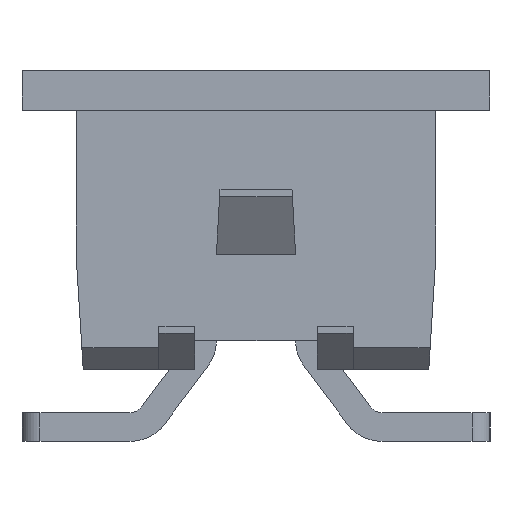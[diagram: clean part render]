
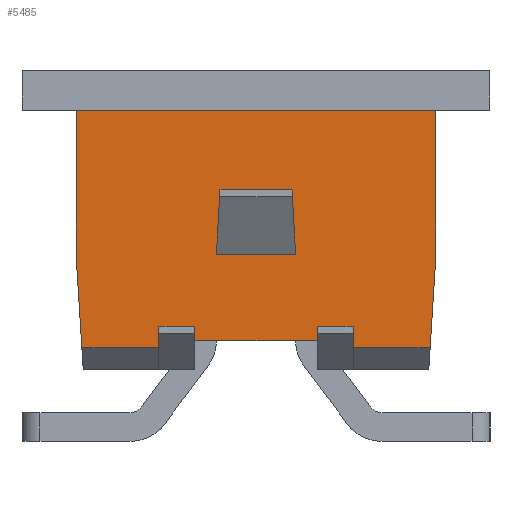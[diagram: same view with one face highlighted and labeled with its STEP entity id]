
A CAD part, left-side view. The second image highlights one B-rep face of the part: STEP entity #5485.
In plain terms, the highlighted planar face has unit normal (-1, 0, 0).
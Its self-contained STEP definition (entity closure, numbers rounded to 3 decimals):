
#383=ORIENTED_EDGE('',*,*,#1927,.T.);
#384=ORIENTED_EDGE('',*,*,#1907,.T.);
#385=ORIENTED_EDGE('',*,*,#1928,.F.);
#386=ORIENTED_EDGE('',*,*,#1915,.F.);
#387=ORIENTED_EDGE('',*,*,#1929,.T.);
#388=ORIENTED_EDGE('',*,*,#1930,.T.);
#389=ORIENTED_EDGE('',*,*,#1931,.F.);
#390=ORIENTED_EDGE('',*,*,#1932,.T.);
#391=ORIENTED_EDGE('',*,*,#1933,.F.);
#392=ORIENTED_EDGE('',*,*,#1934,.F.);
#393=ORIENTED_EDGE('',*,*,#1935,.T.);
#394=ORIENTED_EDGE('',*,*,#1936,.T.);
#395=ORIENTED_EDGE('',*,*,#1937,.F.);
#396=ORIENTED_EDGE('',*,*,#1938,.F.);
#397=ORIENTED_EDGE('',*,*,#1939,.F.);
#398=ORIENTED_EDGE('',*,*,#1940,.T.);
#399=ORIENTED_EDGE('',*,*,#1941,.T.);
#400=ORIENTED_EDGE('',*,*,#1942,.T.);
#1907=EDGE_CURVE('',#2667,#2668,#3219,.T.);
#1915=EDGE_CURVE('',#2673,#2674,#3227,.T.);
#1927=EDGE_CURVE('',#2673,#2667,#3239,.T.);
#1928=EDGE_CURVE('',#2674,#2668,#3240,.T.);
#1929=EDGE_CURVE('',#2683,#2684,#3241,.T.);
#1930=EDGE_CURVE('',#2684,#2685,#3242,.T.);
#1931=EDGE_CURVE('',#2686,#2685,#3243,.T.);
#1932=EDGE_CURVE('',#2686,#2687,#3244,.T.);
#1933=EDGE_CURVE('',#2688,#2687,#3245,.T.);
#1934=EDGE_CURVE('',#2689,#2688,#3246,.T.);
#1935=EDGE_CURVE('',#2689,#2690,#3247,.T.);
#1936=EDGE_CURVE('',#2690,#2691,#3248,.T.);
#1937=EDGE_CURVE('',#2692,#2691,#3249,.T.);
#1938=EDGE_CURVE('',#2693,#2692,#3250,.T.);
#1939=EDGE_CURVE('',#2694,#2693,#3251,.T.);
#1940=EDGE_CURVE('',#2694,#2695,#3252,.T.);
#1941=EDGE_CURVE('',#2695,#2696,#3253,.T.);
#1942=EDGE_CURVE('',#2696,#2683,#3254,.T.);
#2667=VERTEX_POINT('',#7873);
#2668=VERTEX_POINT('',#7874);
#2673=VERTEX_POINT('',#7888);
#2674=VERTEX_POINT('',#7890);
#2683=VERTEX_POINT('',#7917);
#2684=VERTEX_POINT('',#7918);
#2685=VERTEX_POINT('',#7920);
#2686=VERTEX_POINT('',#7922);
#2687=VERTEX_POINT('',#7924);
#2688=VERTEX_POINT('',#7926);
#2689=VERTEX_POINT('',#7928);
#2690=VERTEX_POINT('',#7930);
#2691=VERTEX_POINT('',#7932);
#2692=VERTEX_POINT('',#7934);
#2693=VERTEX_POINT('',#7936);
#2694=VERTEX_POINT('',#7938);
#2695=VERTEX_POINT('',#7940);
#2696=VERTEX_POINT('',#7942);
#3219=LINE('',#7872,#3981);
#3227=LINE('',#7889,#3989);
#3239=LINE('',#7914,#4001);
#3240=LINE('',#7915,#4002);
#3241=LINE('',#7916,#4003);
#3242=LINE('',#7919,#4004);
#3243=LINE('',#7921,#4005);
#3244=LINE('',#7923,#4006);
#3245=LINE('',#7925,#4007);
#3246=LINE('',#7927,#4008);
#3247=LINE('',#7929,#4009);
#3248=LINE('',#7931,#4010);
#3249=LINE('',#7933,#4011);
#3250=LINE('',#7935,#4012);
#3251=LINE('',#7937,#4013);
#3252=LINE('',#7939,#4014);
#3253=LINE('',#7941,#4015);
#3254=LINE('',#7943,#4016);
#3981=VECTOR('',#6364,1000.);
#3989=VECTOR('',#6376,1000.);
#4001=VECTOR('',#6396,1000.);
#4002=VECTOR('',#6397,1000.);
#4003=VECTOR('',#6398,1000.);
#4004=VECTOR('',#6399,1000.);
#4005=VECTOR('',#6400,1000.);
#4006=VECTOR('',#6401,1000.);
#4007=VECTOR('',#6402,1000.);
#4008=VECTOR('',#6403,1000.);
#4009=VECTOR('',#6404,1000.);
#4010=VECTOR('',#6405,1000.);
#4011=VECTOR('',#6406,1000.);
#4012=VECTOR('',#6407,1000.);
#4013=VECTOR('',#6408,1000.);
#4014=VECTOR('',#6409,1000.);
#4015=VECTOR('',#6410,1000.);
#4016=VECTOR('',#6411,1000.);
#4609=EDGE_LOOP('',(#383,#384,#385,#386));
#4610=EDGE_LOOP('',(#387,#388,#389,#390,#391,#392,#393,#394,#395,#396,#397,
#398,#399,#400));
#4917=FACE_BOUND('',#4609,.T.);
#4918=FACE_BOUND('',#4610,.T.);
#5225=PLANE('',#5797);
#5485=ADVANCED_FACE('',(#4917,#4918),#5225,.F.);
#5797=AXIS2_PLACEMENT_3D('',#7913,#6394,#6395);
#6364=DIRECTION('',(0.,1.,0.));
#6376=DIRECTION('',(0.,1.,0.));
#6394=DIRECTION('',(1.,0.,0.));
#6395=DIRECTION('',(0.,0.,-1.));
#6396=DIRECTION('',(0.,-0.055,-0.998));
#6397=DIRECTION('',(0.,0.055,-0.998));
#6398=DIRECTION('',(0.,0.,1.));
#6399=DIRECTION('',(0.,-1.,0.));
#6400=DIRECTION('',(0.,0.,1.));
#6401=DIRECTION('',(0.,-1.,0.));
#6402=DIRECTION('',(0.,0.,-1.));
#6403=DIRECTION('',(0.,1.,0.));
#6404=DIRECTION('',(0.,0.,-1.));
#6405=DIRECTION('',(0.,-1.,0.));
#6406=DIRECTION('',(0.,0.062,-0.998));
#6407=DIRECTION('',(0.,0.,-1.));
#6408=DIRECTION('',(0.,-1.,0.));
#6409=DIRECTION('',(0.,0.,-1.));
#6410=DIRECTION('',(0.,-0.062,-0.998));
#6411=DIRECTION('',(0.,-1.,0.));
#7872=CARTESIAN_POINT('',(-11.175,-0.55,1.6));
#7873=CARTESIAN_POINT('',(-11.175,-0.55,1.6));
#7874=CARTESIAN_POINT('',(-11.175,0.55,1.6));
#7888=CARTESIAN_POINT('',(-11.175,-0.5,2.5));
#7889=CARTESIAN_POINT('',(-11.175,-0.55,2.5));
#7890=CARTESIAN_POINT('',(-11.175,0.5,2.5));
#7913=CARTESIAN_POINT('',(-11.175,2.5,3.6));
#7914=CARTESIAN_POINT('',(-11.175,-0.5,2.5));
#7915=CARTESIAN_POINT('',(-11.175,0.5,2.5));
#7916=CARTESIAN_POINT('',(-11.175,1.35,0.3));
#7917=CARTESIAN_POINT('',(-11.175,1.35,0.3));
#7918=CARTESIAN_POINT('',(-11.175,1.35,0.6));
#7919=CARTESIAN_POINT('',(-11.175,1.35,0.6));
#7920=CARTESIAN_POINT('',(-11.175,0.85,0.6));
#7921=CARTESIAN_POINT('',(-11.175,0.85,0.3));
#7922=CARTESIAN_POINT('',(-11.175,0.85,0.4));
#7923=CARTESIAN_POINT('',(-11.175,2.5,0.4));
#7924=CARTESIAN_POINT('',(-11.175,-0.85,0.4));
#7925=CARTESIAN_POINT('',(-11.175,-0.85,0.6));
#7926=CARTESIAN_POINT('',(-11.175,-0.85,0.6));
#7927=CARTESIAN_POINT('',(-11.175,-1.35,0.6));
#7928=CARTESIAN_POINT('',(-11.175,-1.35,0.6));
#7929=CARTESIAN_POINT('',(-11.175,-1.35,0.6));
#7930=CARTESIAN_POINT('',(-11.175,-1.35,0.3));
#7931=CARTESIAN_POINT('',(-11.175,2.5,0.3));
#7932=CARTESIAN_POINT('',(-11.175,-2.419,0.3));
#7933=CARTESIAN_POINT('',(-11.175,-2.605,3.281));
#7934=CARTESIAN_POINT('',(-11.175,-2.5,1.6));
#7935=CARTESIAN_POINT('',(-11.175,-2.5,3.6));
#7936=CARTESIAN_POINT('',(-11.175,-2.5,3.6));
#7937=CARTESIAN_POINT('',(-11.175,2.5,3.6));
#7938=CARTESIAN_POINT('',(-11.175,2.5,3.6));
#7939=CARTESIAN_POINT('',(-11.175,2.5,3.6));
#7940=CARTESIAN_POINT('',(-11.175,2.5,1.6));
#7941=CARTESIAN_POINT('',(-11.175,2.625,3.592));
#7942=CARTESIAN_POINT('',(-11.175,2.419,0.3));
#7943=CARTESIAN_POINT('',(-11.175,2.5,0.3));
